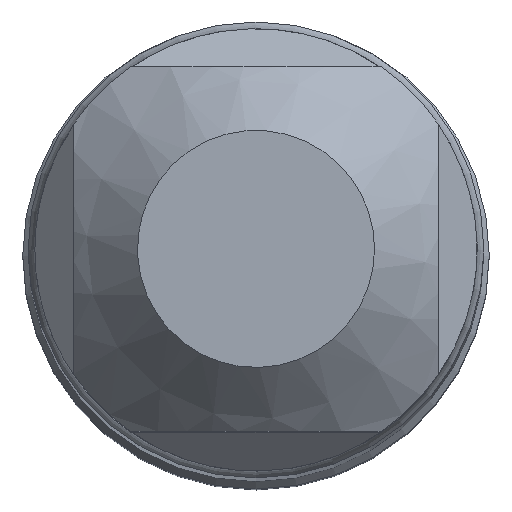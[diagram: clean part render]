
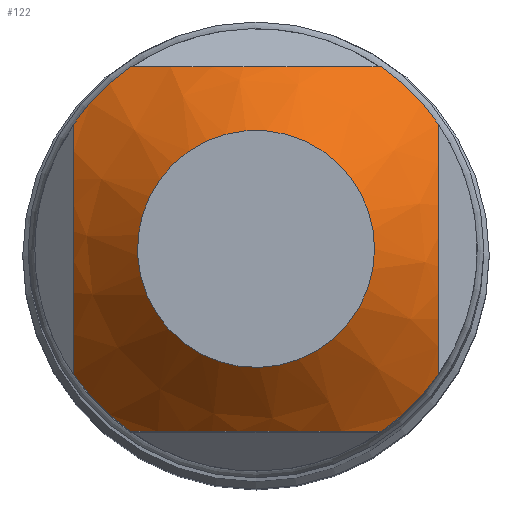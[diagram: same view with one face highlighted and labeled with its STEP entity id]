
A CAD part, top view. The second image highlights one B-rep face of the part: STEP entity #122.
In plain terms, the highlighted conical face has half-angle 45 degrees and reference radius 1000 mm.
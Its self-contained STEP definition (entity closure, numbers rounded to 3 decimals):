
#51=CONICAL_SURFACE('',#443,1000.,45.);
#80=FACE_BOUND('',#179,.T.);
#81=FACE_BOUND('',#180,.T.);
#86=CIRCLE('',#418,2.6);
#96=CIRCLE('',#437,4.85);
#97=CIRCLE('',#438,4.85);
#98=CIRCLE('',#439,4.85);
#99=CIRCLE('',#440,4.85);
#122=ADVANCED_FACE('NONE',(#80,#81),#51,.T.);
#179=EDGE_LOOP('',(#250,#251,#252,#253,#254,#255,#256,#257));
#180=EDGE_LOOP('',(#258));
#250=ORIENTED_EDGE('',*,*,#312,.F.);
#251=ORIENTED_EDGE('',*,*,#326,.F.);
#252=ORIENTED_EDGE('',*,*,#303,.F.);
#253=ORIENTED_EDGE('',*,*,#325,.F.);
#254=ORIENTED_EDGE('',*,*,#306,.F.);
#255=ORIENTED_EDGE('',*,*,#324,.F.);
#256=ORIENTED_EDGE('',*,*,#309,.F.);
#257=ORIENTED_EDGE('',*,*,#327,.F.);
#258=ORIENTED_EDGE('',*,*,#314,.T.);
#273=VERTEX_POINT('',#596);
#274=VERTEX_POINT('',#603);
#275=VERTEX_POINT('',#607);
#276=VERTEX_POINT('',#614);
#277=VERTEX_POINT('',#618);
#278=VERTEX_POINT('',#625);
#279=VERTEX_POINT('',#629);
#280=VERTEX_POINT('',#636);
#281=VERTEX_POINT('',#640);
#303=EDGE_CURVE('NONE',#273,#274,#365,.T.);
#306=EDGE_CURVE('NONE',#275,#276,#366,.T.);
#309=EDGE_CURVE('NONE',#277,#278,#367,.T.);
#312=EDGE_CURVE('NONE',#279,#280,#368,.T.);
#314=EDGE_CURVE('NONE',#281,#281,#86,.T.);
#324=EDGE_CURVE('NONE',#278,#275,#96,.T.);
#325=EDGE_CURVE('NONE',#276,#273,#97,.T.);
#326=EDGE_CURVE('NONE',#274,#279,#98,.T.);
#327=EDGE_CURVE('NONE',#280,#277,#99,.T.);
#365=B_SPLINE_CURVE_WITH_KNOTS('',3,(#597,#598,#599,#600,#601,#602),
 .UNSPECIFIED.,.F.,.F.,(4,2,4),(0.,0.5,1.),.UNSPECIFIED.);
#366=B_SPLINE_CURVE_WITH_KNOTS('',3,(#608,#609,#610,#611,#612,#613),
 .UNSPECIFIED.,.F.,.F.,(4,2,4),(0.,0.5,1.),.UNSPECIFIED.);
#367=B_SPLINE_CURVE_WITH_KNOTS('',3,(#619,#620,#621,#622,#623,#624),
 .UNSPECIFIED.,.F.,.F.,(4,2,4),(0.,0.5,1.),.UNSPECIFIED.);
#368=B_SPLINE_CURVE_WITH_KNOTS('',3,(#630,#631,#632,#633,#634,#635),
 .UNSPECIFIED.,.F.,.F.,(4,2,4),(0.,0.5,1.),.UNSPECIFIED.);
#418=AXIS2_PLACEMENT_3D('',#639,#495,#496);
#437=AXIS2_PLACEMENT_3D('',#668,#533,#534);
#438=AXIS2_PLACEMENT_3D('',#669,#535,#536);
#439=AXIS2_PLACEMENT_3D('',#670,#537,#538);
#440=AXIS2_PLACEMENT_3D('',#671,#539,#540);
#443=AXIS2_PLACEMENT_3D('',#674,#545,#546);
#495=DIRECTION('',(0.,0.,-1.));
#496=DIRECTION('',(1.,0.,0.));
#533=DIRECTION('',(0.,0.,-1.));
#534=DIRECTION('',(0.,1.,0.));
#535=DIRECTION('',(0.,0.,-1.));
#536=DIRECTION('',(0.,1.,0.));
#537=DIRECTION('',(0.,0.,-1.));
#538=DIRECTION('',(0.,1.,0.));
#539=DIRECTION('',(0.,0.,-1.));
#540=DIRECTION('',(0.,1.,0.));
#545=DIRECTION('',(0.,0.,-1.));
#546=DIRECTION('',(0.,1.,0.));
#596=CARTESIAN_POINT('',(-4.,-2.743,-2.25));
#597=CARTESIAN_POINT('',(-4.,-2.743,-2.25));
#598=CARTESIAN_POINT('',(-4.,-1.897,-1.772));
#599=CARTESIAN_POINT('',(-4.,-0.967,-1.401));
#600=CARTESIAN_POINT('',(-4.,0.962,-1.399));
#601=CARTESIAN_POINT('',(-4.,1.896,-1.771));
#602=CARTESIAN_POINT('',(-4.,2.743,-2.25));
#603=CARTESIAN_POINT('',(-4.,2.743,-2.25));
#607=CARTESIAN_POINT('',(2.743,-4.,-2.25));
#608=CARTESIAN_POINT('',(2.743,-4.,-2.25));
#609=CARTESIAN_POINT('',(1.898,-4.,-1.772));
#610=CARTESIAN_POINT('',(0.976,-4.,-1.4));
#611=CARTESIAN_POINT('',(-0.977,-4.,-1.4));
#612=CARTESIAN_POINT('',(-1.897,-4.,-1.772));
#613=CARTESIAN_POINT('',(-2.743,-4.,-2.25));
#614=CARTESIAN_POINT('',(-2.743,-4.,-2.25));
#618=CARTESIAN_POINT('',(4.,2.743,-2.25));
#619=CARTESIAN_POINT('',(4.,2.743,-2.25));
#620=CARTESIAN_POINT('',(4.,1.897,-1.772));
#621=CARTESIAN_POINT('',(4.,0.967,-1.401));
#622=CARTESIAN_POINT('',(4.,-0.962,-1.399));
#623=CARTESIAN_POINT('',(4.,-1.896,-1.771));
#624=CARTESIAN_POINT('',(4.,-2.743,-2.25));
#625=CARTESIAN_POINT('',(4.,-2.743,-2.25));
#629=CARTESIAN_POINT('',(-2.743,4.,-2.25));
#630=CARTESIAN_POINT('',(-2.743,4.,-2.25));
#631=CARTESIAN_POINT('',(-1.898,4.,-1.772));
#632=CARTESIAN_POINT('',(-0.976,4.,-1.4));
#633=CARTESIAN_POINT('',(0.977,4.,-1.4));
#634=CARTESIAN_POINT('',(1.897,4.,-1.772));
#635=CARTESIAN_POINT('',(2.743,4.,-2.25));
#636=CARTESIAN_POINT('',(2.743,4.,-2.25));
#639=CARTESIAN_POINT('',(0.,0.,0.));
#640=CARTESIAN_POINT('',(2.6,0.,0.));
#668=CARTESIAN_POINT('',(0.,0.,-2.25));
#669=CARTESIAN_POINT('',(0.,0.,-2.25));
#670=CARTESIAN_POINT('',(0.,0.,-2.25));
#671=CARTESIAN_POINT('',(0.,0.,-2.25));
#674=CARTESIAN_POINT('',(0.,0.,-997.4));
